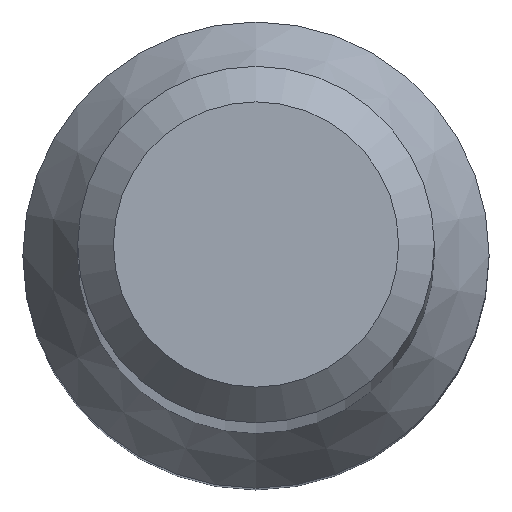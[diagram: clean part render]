
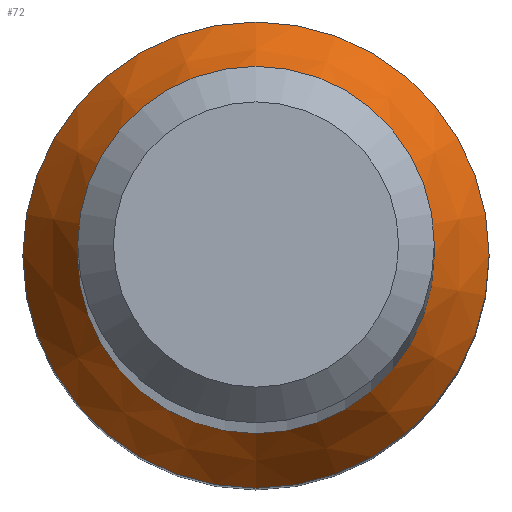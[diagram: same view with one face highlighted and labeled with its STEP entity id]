
A CAD part, top view. The second image highlights one B-rep face of the part: STEP entity #72.
In plain terms, the highlighted conical face has half-angle 30 degrees and reference radius 2.615 mm.
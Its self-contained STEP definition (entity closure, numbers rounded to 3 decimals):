
#6 = FACE_BOUND ( 'NONE', #198, .T. ) ;
#12 = CARTESIAN_POINT ( 'NONE',  ( 0., 2., 13.065 ) ) ;
#15 = EDGE_LOOP ( 'NONE', ( #35 ) ) ;
#19 = EDGE_CURVE ( 'NONE', #124, #124, #26, .T. ) ;
#26 = CIRCLE ( 'NONE', #183, 2. ) ;
#34 = DIRECTION ( 'NONE',  ( 0., 1., 0. ) ) ;
#35 = ORIENTED_EDGE ( 'NONE', *, *, #197, .F. ) ;
#72 = ADVANCED_FACE ( 'NONE', ( #6, #169 ), #131, .T. ) ;
#81 = DIRECTION ( 'NONE',  ( 0., 1., 0. ) ) ;
#87 = AXIS2_PLACEMENT_3D ( 'NONE', #155, #95, #223 ) ;
#95 = DIRECTION ( 'NONE',  ( 0., 0., -1. ) ) ;
#105 = DIRECTION ( 'NONE',  ( 0., 0., -1. ) ) ;
#111 = CIRCLE ( 'NONE', #190, 2.615 ) ;
#115 = CARTESIAN_POINT ( 'NONE',  ( 0., 0., 13.065 ) ) ;
#124 = VERTEX_POINT ( 'NONE', #12 ) ;
#131 = CONICAL_SURFACE ( 'NONE', #87, 2.615, 0.524 ) ;
#155 = CARTESIAN_POINT ( 'NONE',  ( 0., 0., 12. ) ) ;
#169 = FACE_OUTER_BOUND ( 'NONE', #15, .T. ) ;
#172 = DIRECTION ( 'NONE',  ( 0., 0., -1. ) ) ;
#176 = CARTESIAN_POINT ( 'NONE',  ( 0., 0., 12. ) ) ;
#183 = AXIS2_PLACEMENT_3D ( 'NONE', #115, #172, #81 ) ;
#190 = AXIS2_PLACEMENT_3D ( 'NONE', #176, #105, #34 ) ;
#191 = VERTEX_POINT ( 'NONE', #216 ) ;
#197 = EDGE_CURVE ( 'NONE', #191, #191, #111, .T. ) ;
#198 = EDGE_LOOP ( 'NONE', ( #214 ) ) ;
#214 = ORIENTED_EDGE ( 'NONE', *, *, #19, .T. ) ;
#216 = CARTESIAN_POINT ( 'NONE',  ( 0., 2.615, 12. ) ) ;
#223 = DIRECTION ( 'NONE',  ( 0., 1., 0. ) ) ;
